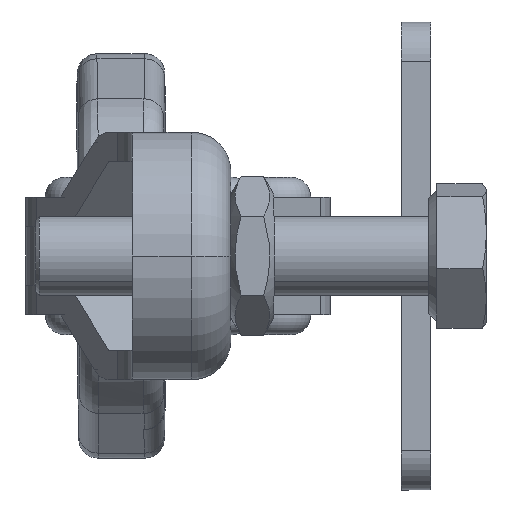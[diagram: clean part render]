
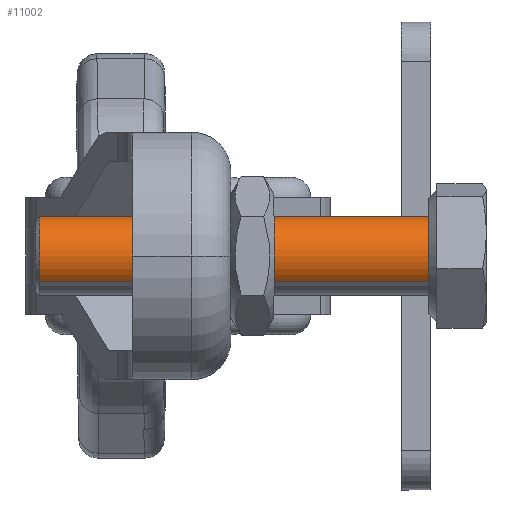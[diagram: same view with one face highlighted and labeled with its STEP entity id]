
A CAD part, left-side view. The second image highlights one B-rep face of the part: STEP entity #11002.
In plain terms, the highlighted cylindrical face has radius 2 mm (diameter 4 mm), a partial arc.
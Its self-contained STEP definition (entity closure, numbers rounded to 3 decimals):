
#1920 = CIRCLE ( 'NONE', #21439, 2. ) ;
#1928 = CIRCLE ( 'NONE', #21443, 2. ) ;
#1935 = LINE ( 'NONE', #3961, #1940 ) ;
#1940 = VECTOR ( 'NONE', #3947, 1000. ) ;
#1953 = LINE ( 'NONE', #3996, #1954 ) ;
#1954 = VECTOR ( 'NONE', #3997, 1000. ) ;
#3923 = CARTESIAN_POINT ( 'NONE',  ( 2.925, 0., 0. ) ) ;
#3924 = DIRECTION ( 'NONE',  ( 1., 0., 0. ) ) ;
#3925 = DIRECTION ( 'NONE',  ( 0., 0., -1. ) ) ;
#3938 = CARTESIAN_POINT ( 'NONE',  ( 22.725, 0., 0. ) ) ;
#3939 = DIRECTION ( 'NONE',  ( -1., 0., 0. ) ) ;
#3940 = DIRECTION ( 'NONE',  ( 0., 0., -1. ) ) ;
#3947 = DIRECTION ( 'NONE',  ( -1., 0., 0. ) ) ;
#3961 = CARTESIAN_POINT ( 'NONE',  ( 22.925, 0., -2. ) ) ;
#3996 = CARTESIAN_POINT ( 'NONE',  ( 22.925, 0., 2. ) ) ;
#3997 = DIRECTION ( 'NONE',  ( -1., 0., 0. ) ) ;
#9460 = ORIENTED_EDGE ( 'NONE', *, *, #13717, .T. ) ;
#9462 = ORIENTED_EDGE ( 'NONE', *, *, #13744, .F. ) ;
#9468 = ORIENTED_EDGE ( 'NONE', *, *, #13727, .T. ) ;
#9476 = ORIENTED_EDGE ( 'NONE', *, *, #13710, .T. ) ;
#11002 = ADVANCED_FACE ( 'NONE', ( #20624 ), #20633, .T. ) ;
#13710 = EDGE_CURVE ( 'NONE', #19568, #19553, #1920, .T. ) ;
#13717 = EDGE_CURVE ( 'NONE', #19761, #19759, #1928, .T. ) ;
#13727 = EDGE_CURVE ( 'NONE', #19759, #19568, #1935, .T. ) ;
#13744 = EDGE_CURVE ( 'NONE', #19761, #19553, #1953, .T. ) ;
#17443 = EDGE_LOOP ( 'NONE', ( #9460, #9468, #9476, #9462 ) ) ;
#17639 = CARTESIAN_POINT ( 'NONE',  ( 2.925, 0., 2. ) ) ;
#17666 = CARTESIAN_POINT ( 'NONE',  ( 2.925, 0., -2. ) ) ;
#17960 = CARTESIAN_POINT ( 'NONE',  ( 22.725, 0., -2. ) ) ;
#17962 = CARTESIAN_POINT ( 'NONE',  ( 22.725, 0., 2. ) ) ;
#19553 = VERTEX_POINT ( 'NONE', #17639 ) ;
#19568 = VERTEX_POINT ( 'NONE', #17666 ) ;
#19759 = VERTEX_POINT ( 'NONE', #17960 ) ;
#19761 = VERTEX_POINT ( 'NONE', #17962 ) ;
#20624 = FACE_OUTER_BOUND ( 'NONE', #17443, .T. ) ;
#20633 = CYLINDRICAL_SURFACE ( 'NONE', #21266, 2. ) ;
#21266 = AXIS2_PLACEMENT_3D ( 'NONE', #21963, #21961, #21959 ) ;
#21439 = AXIS2_PLACEMENT_3D ( 'NONE', #3923, #3924, #3925 ) ;
#21443 = AXIS2_PLACEMENT_3D ( 'NONE', #3938, #3939, #3940 ) ;
#21959 = DIRECTION ( 'NONE',  ( 0., 0., 1. ) ) ;
#21961 = DIRECTION ( 'NONE',  ( -1., 0., 0. ) ) ;
#21963 = CARTESIAN_POINT ( 'NONE',  ( 22.925, 0., 0. ) ) ;
